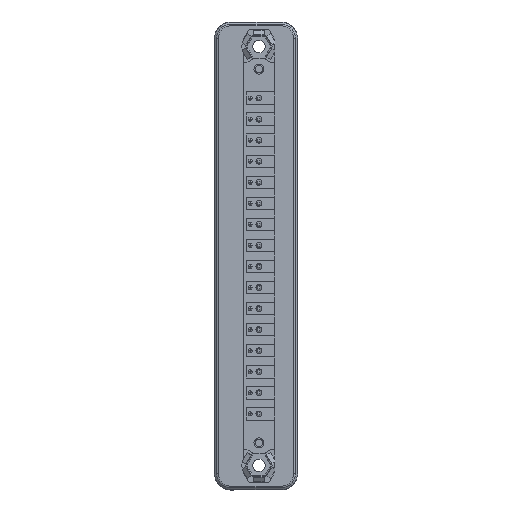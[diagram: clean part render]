
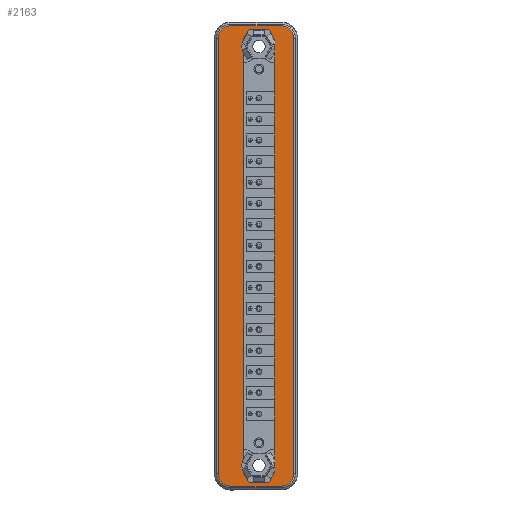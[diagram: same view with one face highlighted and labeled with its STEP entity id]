
A CAD part, front view. The second image highlights one B-rep face of the part: STEP entity #2163.
In plain terms, the highlighted planar face has unit normal (0, -1, 0).
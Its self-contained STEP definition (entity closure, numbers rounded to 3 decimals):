
#2163=ADVANCED_FACE('',(#5642,#5643),#5644,.T.);
#5642=FACE_OUTER_BOUND('',#10521,.T.);
#5643=FACE_BOUND('',#10522,.T.);
#5644=PLANE('',#10523);
#10521=EDGE_LOOP('',(#16847,#16848,#16849,#16850,#16851,#16852,#16853,#16854));
#10522=EDGE_LOOP('',(#16855,#16856,#16857,#16858,#16859,#16860,#16861,#16862,#16863,#16864,#16865,#16866));
#10523=AXIS2_PLACEMENT_3D('',#16867,#16868,#16869);
#16847=ORIENTED_EDGE('',*,*,#29586,.T.);
#16848=ORIENTED_EDGE('',*,*,#29587,.T.);
#16849=ORIENTED_EDGE('',*,*,#29383,.T.);
#16850=ORIENTED_EDGE('',*,*,#29588,.T.);
#16851=ORIENTED_EDGE('',*,*,#29589,.F.);
#16852=ORIENTED_EDGE('',*,*,#29083,.F.);
#16853=ORIENTED_EDGE('',*,*,#29590,.F.);
#16854=ORIENTED_EDGE('',*,*,#29591,.F.);
#16855=ORIENTED_EDGE('',*,*,#29592,.T.);
#16856=ORIENTED_EDGE('',*,*,#29593,.F.);
#16857=ORIENTED_EDGE('',*,*,#29594,.T.);
#16858=ORIENTED_EDGE('',*,*,#29595,.F.);
#16859=ORIENTED_EDGE('',*,*,#29596,.T.);
#16860=ORIENTED_EDGE('',*,*,#29597,.T.);
#16861=ORIENTED_EDGE('',*,*,#29598,.T.);
#16862=ORIENTED_EDGE('',*,*,#29599,.T.);
#16863=ORIENTED_EDGE('',*,*,#29600,.T.);
#16864=ORIENTED_EDGE('',*,*,#29601,.T.);
#16865=ORIENTED_EDGE('',*,*,#29602,.F.);
#16866=ORIENTED_EDGE('',*,*,#28668,.T.);
#16867=CARTESIAN_POINT('',(-4.1,5.65,-77.715));
#16868=DIRECTION('',(0.,-1.0,0.));
#16869=DIRECTION('',(0.,0.,1.0));
#28668=EDGE_CURVE('',#34258,#34263,#34265,.T.);
#29083=EDGE_CURVE('',#34963,#34959,#34965,.T.);
#29383=EDGE_CURVE('',#35466,#35467,#35468,.T.);
#29586=EDGE_CURVE('',#35797,#35798,#35799,.T.);
#29587=EDGE_CURVE('',#35798,#35466,#35800,.T.);
#29588=EDGE_CURVE('',#35467,#35801,#35802,.T.);
#29589=EDGE_CURVE('',#34959,#35801,#35803,.T.);
#29590=EDGE_CURVE('',#35804,#34963,#35805,.T.);
#29591=EDGE_CURVE('',#35797,#35804,#35806,.T.);
#29592=EDGE_CURVE('',#34263,#35807,#35808,.T.);
#29593=EDGE_CURVE('',#35809,#35807,#35810,.T.);
#29594=EDGE_CURVE('',#35809,#35811,#35812,.T.);
#29595=EDGE_CURVE('',#35813,#35811,#35814,.T.);
#29596=EDGE_CURVE('',#35813,#35815,#35816,.T.);
#29597=EDGE_CURVE('',#35815,#35817,#35818,.T.);
#29598=EDGE_CURVE('',#35817,#35819,#35820,.T.);
#29599=EDGE_CURVE('',#35819,#35821,#35822,.T.);
#29600=EDGE_CURVE('',#35821,#35823,#35824,.T.);
#29601=EDGE_CURVE('',#35823,#35825,#35826,.T.);
#29602=EDGE_CURVE('',#34258,#35825,#35827,.T.);
#34258=VERTEX_POINT('',#41997);
#34263=VERTEX_POINT('',#42003);
#34265=CIRCLE('',#42006,4.1);
#34959=VERTEX_POINT('',#42975);
#34963=VERTEX_POINT('',#42980);
#34965=CIRCLE('',#42983,3.0);
#35466=VERTEX_POINT('',#43684);
#35467=VERTEX_POINT('',#43685);
#35468=LINE('',#43686,#43687);
#35797=VERTEX_POINT('',#44148);
#35798=VERTEX_POINT('',#44149);
#35799=LINE('',#44150,#44151);
#35800=CIRCLE('',#44152,3.0);
#35801=VERTEX_POINT('',#44153);
#35802=CIRCLE('',#44154,3.0);
#35803=LINE('',#44155,#44156);
#35804=VERTEX_POINT('',#44157);
#35805=LINE('',#44158,#44159);
#35806=CIRCLE('',#44160,3.0);
#35807=VERTEX_POINT('',#44161);
#35808=LINE('',#44162,#44163);
#35809=VERTEX_POINT('',#44164);
#35810=CIRCLE('',#44165,4.1);
#35811=VERTEX_POINT('',#44166);
#35812=LINE('',#44167,#44168);
#35813=VERTEX_POINT('',#44169);
#35814=LINE('',#44170,#44171);
#35815=VERTEX_POINT('',#44172);
#35816=LINE('',#44173,#44174);
#35817=VERTEX_POINT('',#44175);
#35818=LINE('',#44176,#44177);
#35819=VERTEX_POINT('',#44178);
#35820=LINE('',#44179,#44180);
#35821=VERTEX_POINT('',#44181);
#35822=LINE('',#44182,#44183);
#35823=VERTEX_POINT('',#44184);
#35824=LINE('',#44185,#44186);
#35825=VERTEX_POINT('',#44187);
#35826=LINE('',#44188,#44189);
#35827=LINE('',#44190,#44191);
#41997=CARTESIAN_POINT('',(-3.8,5.65,-90.159));
#42003=CARTESIAN_POINT('',(-3.8,5.65,-87.081));
#42006=AXIS2_PLACEMENT_3D('',#51955,#51956,#51957);
#42975=CARTESIAN_POINT('',(8.4,5.65,14.42));
#42980=CARTESIAN_POINT('',(5.4,5.65,17.42));
#42983=AXIS2_PLACEMENT_3D('',#52466,#52467,#52468);
#43684=CARTESIAN_POINT('',(-6.8,5.65,-93.62));
#43685=CARTESIAN_POINT('',(5.4,5.65,-93.62));
#43686=CARTESIAN_POINT('',(41.643,5.65,-93.62));
#43687=VECTOR('',#52807,1.0);
#44148=CARTESIAN_POINT('',(-9.8,5.65,14.42));
#44149=CARTESIAN_POINT('',(-9.8,5.65,-90.62));
#44150=CARTESIAN_POINT('',(-9.8,5.65,-69.605));
#44151=VECTOR('',#53036,1.0);
#44152=AXIS2_PLACEMENT_3D('',#53037,#53038,#53039);
#44153=CARTESIAN_POINT('',(8.4,5.65,-90.62));
#44154=AXIS2_PLACEMENT_3D('',#53040,#53041,#53042);
#44155=CARTESIAN_POINT('',(8.4,5.65,-77.715));
#44156=VECTOR('',#53043,1.0);
#44157=CARTESIAN_POINT('',(-6.8,5.65,17.42));
#44158=CARTESIAN_POINT('',(41.643,5.65,17.42));
#44159=VECTOR('',#53044,1.0);
#44160=AXIS2_PLACEMENT_3D('',#53045,#53046,#53047);
#44161=CARTESIAN_POINT('',(-3.8,5.65,10.881));
#44162=CARTESIAN_POINT('',(-3.8,5.65,-66.04));
#44163=VECTOR('',#53048,1.0);
#44164=CARTESIAN_POINT('',(-3.8,5.65,13.959));
#44165=AXIS2_PLACEMENT_3D('',#53049,#53050,#53051);
#44166=CARTESIAN_POINT('',(-3.8,5.65,14.098));
#44167=CARTESIAN_POINT('',(-3.8,5.65,0.));
#44168=VECTOR('',#53052,1.0);
#44169=CARTESIAN_POINT('',(-2.384,5.65,16.55));
#44170=CARTESIAN_POINT('',(-11.94,5.65,0.));
#44171=VECTOR('',#53053,1.0);
#44172=CARTESIAN_POINT('',(2.384,5.65,16.55));
#44173=CARTESIAN_POINT('',(41.643,5.65,16.55));
#44174=VECTOR('',#53054,1.0);
#44175=CARTESIAN_POINT('',(3.87,5.65,13.977));
#44176=CARTESIAN_POINT('',(11.94,5.65,0.));
#44177=VECTOR('',#53055,1.0);
#44178=CARTESIAN_POINT('',(3.87,5.65,-90.177));
#44179=CARTESIAN_POINT('',(3.87,5.65,-35.56));
#44180=VECTOR('',#53056,1.0);
#44181=CARTESIAN_POINT('',(2.384,5.65,-92.75));
#44182=CARTESIAN_POINT('',(14.873,5.65,-71.12));
#44183=VECTOR('',#53057,1.0);
#44184=CARTESIAN_POINT('',(-2.384,5.65,-92.75));
#44185=CARTESIAN_POINT('',(41.643,5.65,-92.75));
#44186=VECTOR('',#53058,1.0);
#44187=CARTESIAN_POINT('',(-3.8,5.65,-90.298));
#44188=CARTESIAN_POINT('',(-14.873,5.65,-71.12));
#44189=VECTOR('',#53059,1.0);
#44190=CARTESIAN_POINT('',(-3.8,5.65,-71.12));
#44191=VECTOR('',#53060,1.0);
#51955=CARTESIAN_POINT('',(0.,5.65,-88.62));
#51956=DIRECTION('',(0.,1.0,0.));
#51957=DIRECTION('',(0.,0.,-1.0));
#52466=CARTESIAN_POINT('',(5.4,5.65,14.42));
#52467=DIRECTION('',(0.,1.0,0.));
#52468=DIRECTION('',(1.0,0.,0.));
#52807=DIRECTION('',(1.0,0.,0.));
#53036=DIRECTION('',(0.,0.,-1.0));
#53037=CARTESIAN_POINT('',(-6.8,5.65,-90.62));
#53038=DIRECTION('',(0.,-1.0,0.));
#53039=DIRECTION('',(1.0,0.,0.));
#53040=CARTESIAN_POINT('',(5.4,5.65,-90.62));
#53041=DIRECTION('',(0.,-1.0,0.));
#53042=DIRECTION('',(1.0,0.,0.));
#53043=DIRECTION('',(0.,0.,-1.0));
#53044=DIRECTION('',(1.0,0.,0.));
#53045=CARTESIAN_POINT('',(-6.8,5.65,14.42));
#53046=DIRECTION('',(0.,1.0,0.));
#53047=DIRECTION('',(1.0,0.,0.));
#53048=DIRECTION('',(0.,0.,1.0));
#53049=CARTESIAN_POINT('',(0.,5.65,12.42));
#53050=DIRECTION('',(0.,-1.0,0.));
#53051=DIRECTION('',(0.,0.,1.0));
#53052=DIRECTION('',(0.,0.,1.0));
#53053=DIRECTION('',(-0.5,0.,-0.866));
#53054=DIRECTION('',(1.0,0.,0.));
#53055=DIRECTION('',(0.5,0.,-0.866));
#53056=DIRECTION('',(0.,0.,-1.0));
#53057=DIRECTION('',(-0.5,0.,-0.866));
#53058=DIRECTION('',(-1.0,0.,0.));
#53059=DIRECTION('',(-0.5,0.,0.866));
#53060=DIRECTION('',(0.,0.,-1.0));
